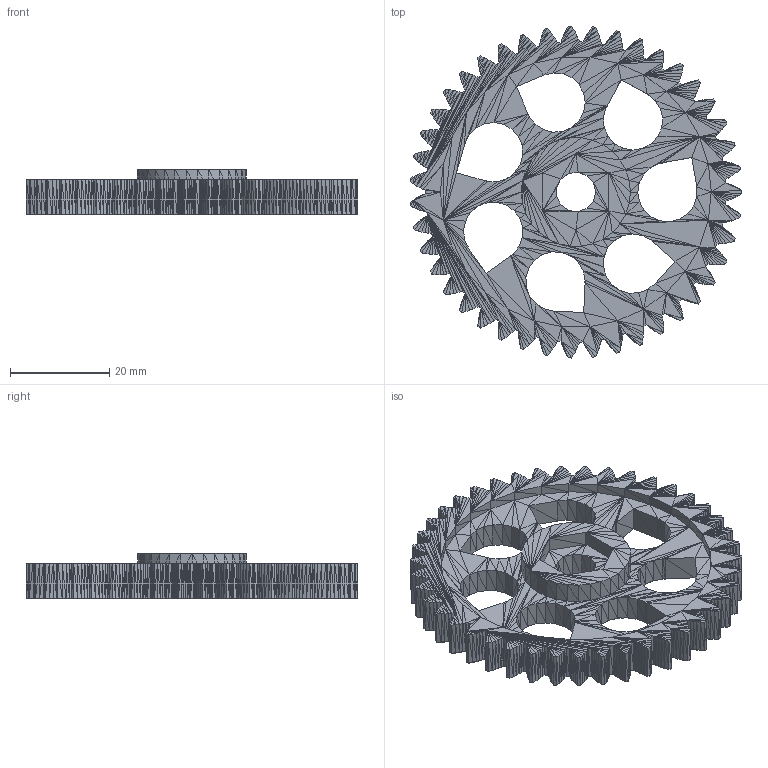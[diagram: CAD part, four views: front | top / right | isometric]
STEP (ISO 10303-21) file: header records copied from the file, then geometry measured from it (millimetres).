
FILE_DESCRIPTION(/* description */ (''),/* implementation_level */ '2;1');
FILE_NAME(/* name */ 'large gear.stl',/* time_stamp */ '2/26/2012 8:42:43 PM',/* author */ (''),/* organization */ (''),/* preprocessor_version */ 'STL2STEP V1.x',/* originating_system */ '',/* authorisation */ '');
FILE_SCHEMA (('AUTOMOTIVE_DESIGN { 1 0 10303 214 1 1 1 1 }'));
Length unit declared in the file: millimetre
Bounding box: 66.93 x 66.98 x 9 mm (x, y, z)
Surface area: 9545.7 mm2 (no closed solid volume)
Topology: 0 solids, 3256 shells, 3256 faces, 9768 edges, 1614 vertices
Faces by surface type: plane 3256
Entity records: 72375 total; most frequent: DIRECTION 9986, VECTOR 9768, LINE 9768, EDGE_CURVE 9768, ORIENTED_EDGE 9768, CARTESIAN_POINT 5396, AXIS2_PLACEMENT_3D 3257, EDGE_LOOP 3256
